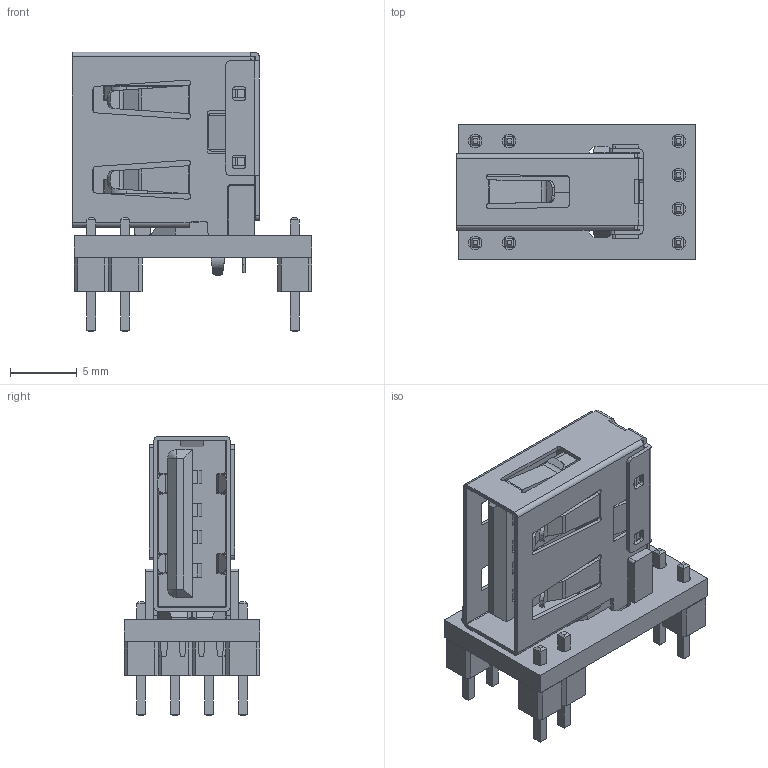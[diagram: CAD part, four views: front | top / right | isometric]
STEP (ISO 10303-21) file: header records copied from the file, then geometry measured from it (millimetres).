
FILE_DESCRIPTION(/* description */ ('KiCad electronic assembly'),/* implementation_level */ '2;1');
FILE_NAME(/* name */ 'USB Adapter Board.stp',/* time_stamp */ '2020-03-26T17:53:35-04:00',/* author */ ('Ishaan'),/* organization */ ('A Company'),/* preprocessor_version */ 'ST-DEVELOPER v18',/* originating_system */ 'Autodesk Inventor 2020',/* authorisation */ 'Unknown');
FILE_SCHEMA (('AUTOMOTIVE_DESIGN { 1 0 10303 214 3 1 1 }'));
Length unit declared in the file: millimetre
Products named in the file (8): USB Adapter; PinHeader_1x04_P2.54mm_Vertical; SOLID; PinHeader_1x02_P2.54mm_Vertical; SOLID_1; CNCTech_1001-004-01010; COMPOUND; COMPOUND_1
Assembly tree (8 placements, depth 3):
  USB Adapter
    PinHeader_1x04_P2.54mm_Vertical
      SOLID
    PinHeader_1x02_P2.54mm_Vertical  x2
      SOLID_1
    CNCTech_1001-004-01010
      COMPOUND
    COMPOUND_1
Bounding box: 17.93 x 10.16 x 20.94 mm (x, y, z)
Volume: 1014.9 mm3; surface area: 2773.7 mm2
Topology: 6 solids, 6 shells, 733 faces, 2023 edges, 1314 vertices
Faces by surface type: plane 560, cylinder 171, cone 2
Full cylindrical faces by diameter (mm): 0.8 x4, 1 x8
Entity records: 22830 total; most frequent: CARTESIAN_POINT 3861, ORIENTED_EDGE 3798, DIRECTION 3671, EDGE_CURVE 1899, LINE 1511, VECTOR 1511, VERTEX_POINT 1238, AXIS2_PLACEMENT_3D 1080
